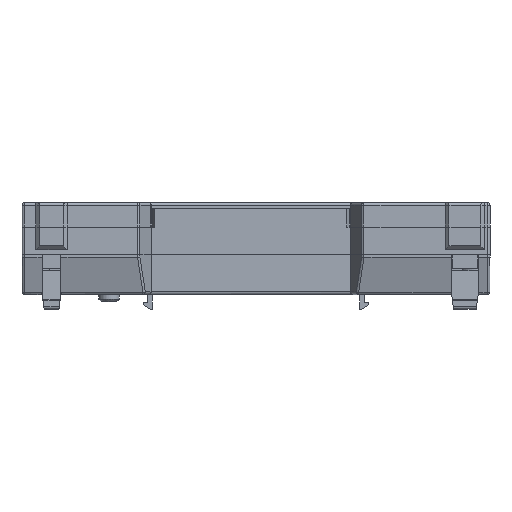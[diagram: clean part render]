
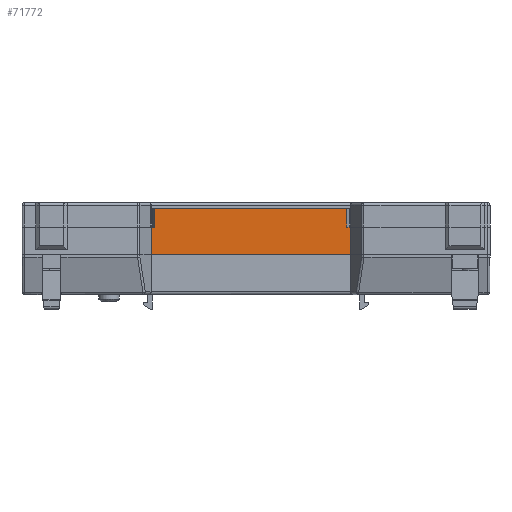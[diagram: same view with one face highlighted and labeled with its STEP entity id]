
A CAD part, front view. The second image highlights one B-rep face of the part: STEP entity #71772.
In plain terms, the highlighted planar face has unit normal (0, -1, 0).
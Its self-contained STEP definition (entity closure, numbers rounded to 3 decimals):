
#46488=CARTESIAN_POINT('',(18.05,-31.25,7.7));
#46489=VERTEX_POINT('',#46488);
#46496=CARTESIAN_POINT('',(-20.05,-31.25,7.7));
#46497=VERTEX_POINT('',#46496);
#46498=CARTESIAN_POINT('',(-20.05,-31.25,7.7));
#46499=DIRECTION('',(1.0,0.0,0.0));
#46500=VECTOR('',#46499,38.1);
#46501=LINE('',#46498,#46500);
#46502=EDGE_CURVE('',#46497,#46489,#46501,.T.);
#58270=CARTESIAN_POINT('',(-20.05,-31.25,12.9));
#58271=VERTEX_POINT('',#58270);
#58278=CARTESIAN_POINT('',(-19.35,-31.25,12.9));
#58279=VERTEX_POINT('',#58278);
#58280=CARTESIAN_POINT('',(-19.35,-31.25,12.9));
#58281=DIRECTION('',(-1.0,0.0,0.0));
#58282=VECTOR('',#58281,0.7);
#58283=LINE('',#58280,#58282);
#58284=EDGE_CURVE('',#58279,#58271,#58283,.T.);
#58489=CARTESIAN_POINT('',(17.35,-31.25,12.9));
#58490=VERTEX_POINT('',#58489);
#58497=CARTESIAN_POINT('',(18.05,-31.25,12.9));
#58498=VERTEX_POINT('',#58497);
#58499=CARTESIAN_POINT('',(18.05,-31.25,12.9));
#58500=DIRECTION('',(-1.0,0.0,0.0));
#58501=VECTOR('',#58500,0.7);
#58502=LINE('',#58499,#58501);
#58503=EDGE_CURVE('',#58498,#58490,#58502,.T.);
#60339=CARTESIAN_POINT('',(-19.35,-31.25,16.5));
#60340=VERTEX_POINT('',#60339);
#60341=CARTESIAN_POINT('',(17.35,-31.25,16.5));
#60342=VERTEX_POINT('',#60341);
#60343=CARTESIAN_POINT('',(-19.35,-31.25,16.5));
#60344=DIRECTION('',(1.0,0.0,0.0));
#60345=VECTOR('',#60344,36.7);
#60346=LINE('',#60343,#60345);
#60347=EDGE_CURVE('',#60340,#60342,#60346,.T.);
#71733=CARTESIAN_POINT('',(17.35,-31.25,12.9));
#71734=DIRECTION('',(0.0,0.0,1.0));
#71735=VECTOR('',#71734,3.6);
#71736=LINE('',#71733,#71735);
#71737=EDGE_CURVE('',#58490,#60342,#71736,.T.);
#71742=CARTESIAN_POINT('',(-20.05,-31.25,7.7));
#71743=DIRECTION('',(0.0,-1.0,0.0));
#71744=DIRECTION('',(0.0,0.0,-1.0));
#71745=AXIS2_PLACEMENT_3D('',#71742,#71743,#71744);
#71746=PLANE('',#71745);
#71747=ORIENTED_EDGE('',*,*,#58503,.T.);
#71748=ORIENTED_EDGE('',*,*,#71737,.T.);
#71749=ORIENTED_EDGE('',*,*,#60347,.F.);
#71750=CARTESIAN_POINT('',(-19.35,-31.25,16.5));
#71751=DIRECTION('',(0.0,0.0,-1.0));
#71752=VECTOR('',#71751,3.6);
#71753=LINE('',#71750,#71752);
#71754=EDGE_CURVE('',#60340,#58279,#71753,.T.);
#71755=ORIENTED_EDGE('',*,*,#71754,.T.);
#71756=ORIENTED_EDGE('',*,*,#58284,.T.);
#71757=CARTESIAN_POINT('',(-20.05,-31.25,7.7));
#71758=DIRECTION('',(0.0,0.0,1.0));
#71759=VECTOR('',#71758,5.2);
#71760=LINE('',#71757,#71759);
#71761=EDGE_CURVE('',#46497,#58271,#71760,.T.);
#71762=ORIENTED_EDGE('',*,*,#71761,.F.);
#71763=ORIENTED_EDGE('',*,*,#46502,.T.);
#71764=CARTESIAN_POINT('',(18.05,-31.25,12.9));
#71765=DIRECTION('',(0.0,0.0,-1.0));
#71766=VECTOR('',#71765,5.2);
#71767=LINE('',#71764,#71766);
#71768=EDGE_CURVE('',#58498,#46489,#71767,.T.);
#71769=ORIENTED_EDGE('',*,*,#71768,.F.);
#71770=EDGE_LOOP('',(#71747,#71748,#71749,#71755,#71756,#71762,#71763,#71769));
#71771=FACE_OUTER_BOUND('',#71770,.T.);
#71772=ADVANCED_FACE('',(#71771),#71746,.T.);
